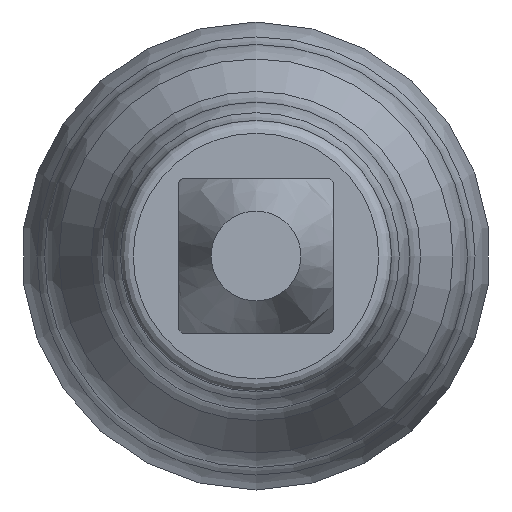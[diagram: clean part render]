
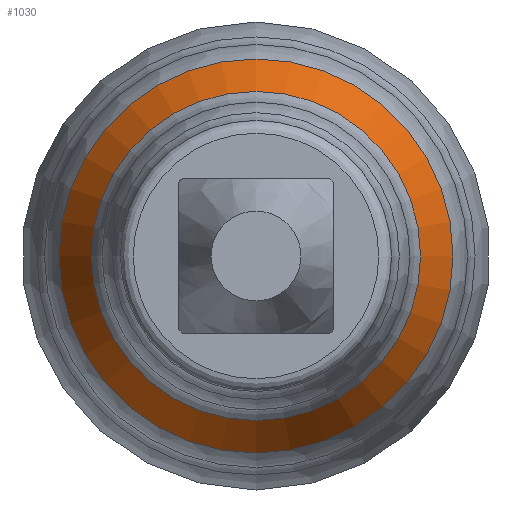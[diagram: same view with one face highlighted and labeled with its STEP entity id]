
A CAD part, left-side view. The second image highlights one B-rep face of the part: STEP entity #1030.
In plain terms, the highlighted conical face has half-angle 28.305 degrees and reference radius 0.78 mm.
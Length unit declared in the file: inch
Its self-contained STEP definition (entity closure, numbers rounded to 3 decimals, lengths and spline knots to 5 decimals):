
#66 = CARTESIAN_POINT ( 'NONE',  ( 0.10802, 0., 0. ) ) ;
#86 = CARTESIAN_POINT ( 'NONE',  ( 0.09864, 0., 0.02567 ) ) ;
#95 = DIRECTION ( 'NONE',  ( 0., 0., -1. ) ) ;
#165 = EDGE_CURVE ( 'NONE', #263, #263, #174, .T. ) ;
#174 = CIRCLE ( 'NONE', #556, 0.02567 ) ;
#263 = VERTEX_POINT ( 'NONE', #86 ) ;
#282 = CARTESIAN_POINT ( 'NONE',  ( 0.10802, 0., 0. ) ) ;
#306 = ORIENTED_EDGE ( 'NONE', *, *, #165, .F. ) ;
#429 = EDGE_CURVE ( 'NONE', #1005, #1005, #1020, .T. ) ;
#439 = DIRECTION ( 'NONE',  ( -1., 0., 0. ) ) ;
#440 = AXIS2_PLACEMENT_3D ( 'NONE', #282, #919, #95 ) ;
#457 = AXIS2_PLACEMENT_3D ( 'NONE', #66, #439, #980 ) ;
#515 = EDGE_LOOP ( 'NONE', ( #306 ) ) ;
#538 = EDGE_LOOP ( 'NONE', ( #677 ) ) ;
#556 = AXIS2_PLACEMENT_3D ( 'NONE', #947, #1172, #784 ) ;
#604 = CARTESIAN_POINT ( 'NONE',  ( 0.10802, 0., 0.03073 ) ) ;
#677 = ORIENTED_EDGE ( 'NONE', *, *, #429, .T. ) ;
#748 = FACE_OUTER_BOUND ( 'NONE', #538, .T. ) ;
#784 = DIRECTION ( 'NONE',  ( 0., 0., 1. ) ) ;
#919 = DIRECTION ( 'NONE',  ( 1., 0., 0. ) ) ;
#947 = CARTESIAN_POINT ( 'NONE',  ( 0.09864, 0., 0. ) ) ;
#980 = DIRECTION ( 'NONE',  ( 0., 0., 1. ) ) ;
#1003 = CONICAL_SURFACE ( 'NONE', #440, 0.03073, 0.494 ) ;
#1005 = VERTEX_POINT ( 'NONE', #604 ) ;
#1020 = CIRCLE ( 'NONE', #457, 0.03073 ) ;
#1030 = ADVANCED_FACE ( 'NONE', ( #1122, #748 ), #1003, .T. ) ;
#1122 = FACE_BOUND ( 'NONE', #515, .T. ) ;
#1172 = DIRECTION ( 'NONE',  ( -1., 0., 0. ) ) ;
